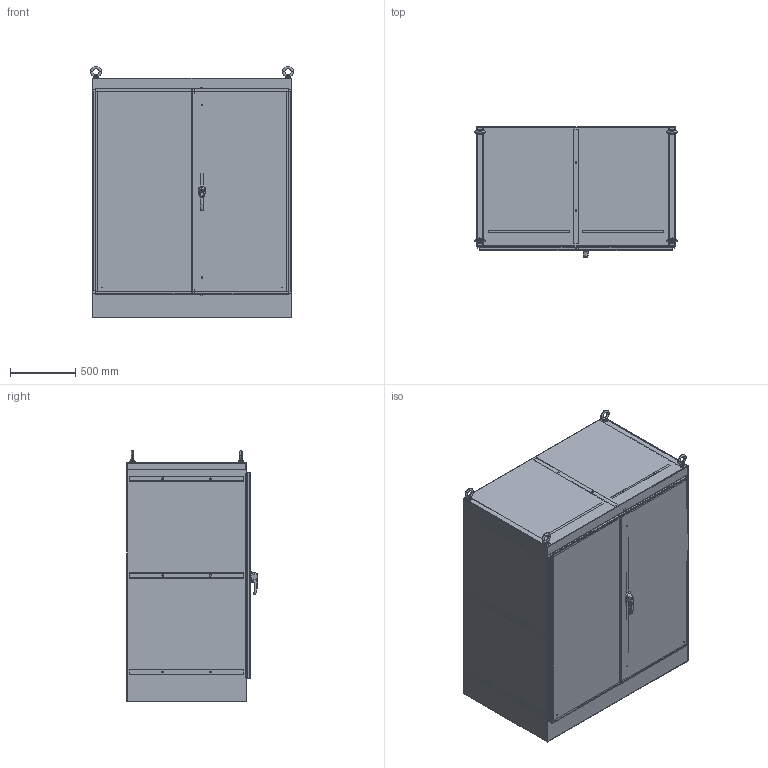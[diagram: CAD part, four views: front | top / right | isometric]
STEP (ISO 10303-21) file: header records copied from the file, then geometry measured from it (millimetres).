
FILE_DESCRIPTION (( 'STEP AP203' ), '1' );
FILE_NAME ('1418ZX36_Default.step', '2019-11-04T12:02:39', ( '' ), ( '' ), 'SwSTEP 2.0', 'SolidWorks 2019', '' );
FILE_SCHEMA (( 'CONFIG_CONTROL_DESIGN' ));
Products named in the file (1): 1418ZX36_Default
Bounding box: 1552.41 x 999.16 x 1923.11 mm (x, y, z)
Volume: 35976210 mm3; surface area: 27868710.2 mm2
Topology: 79 solids, 79 shells, 2723 faces, 7275 edges, 4715 vertices
Faces by surface type: cylinder 1272, plane 1226, bspline 111, cone 82, torus 32
Entity records: 104376 total; most frequent: CARTESIAN_POINT 35151, DIRECTION 14636, ORIENTED_EDGE 14514, EDGE_CURVE 7257, AXIS2_PLACEMENT_3D 5267, VERTEX_POINT 4715, VECTOR 4102, LINE 4102
